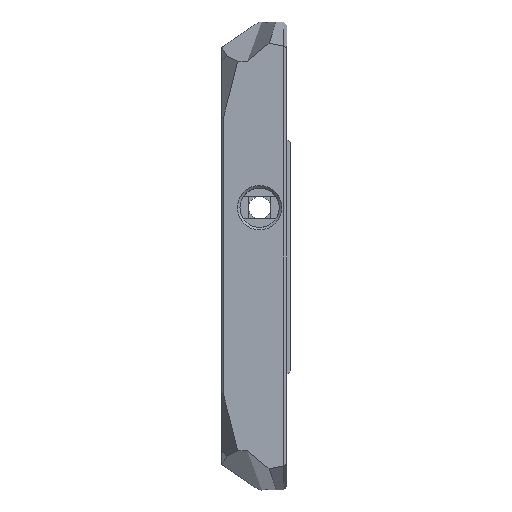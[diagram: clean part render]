
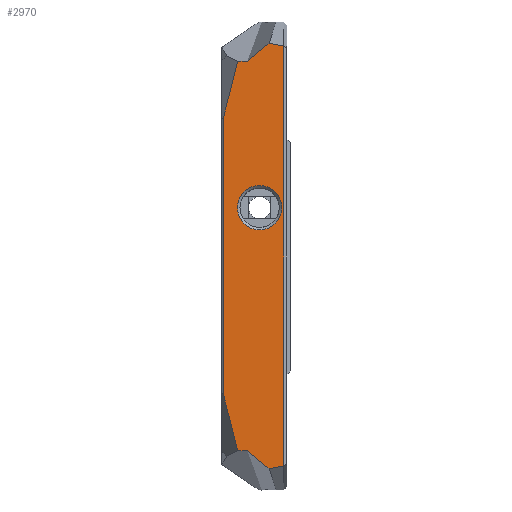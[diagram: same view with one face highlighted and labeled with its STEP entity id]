
A CAD part, front view. The second image highlights one B-rep face of the part: STEP entity #2970.
In plain terms, the highlighted planar face has unit normal (0, -1, 0).
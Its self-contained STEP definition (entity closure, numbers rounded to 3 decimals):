
#42=CIRCLE('',#3119,3.4);
#62=FACE_BOUND('',#344,.T.);
#176=FACE_OUTER_BOUND('',#343,.T.);
#343=EDGE_LOOP('',(#2492,#2493,#2494,#2495,#2496,#2497,#2498,#2499,#2500,
#2501));
#344=EDGE_LOOP('',(#2502));
#613=LINE('',#4434,#1007);
#617=LINE('',#4441,#1011);
#634=LINE('',#4474,#1028);
#716=LINE('',#4665,#1110);
#725=LINE('',#4685,#1119);
#728=LINE('',#4689,#1122);
#739=LINE('',#4719,#1133);
#740=LINE('',#4721,#1134);
#741=LINE('',#4723,#1135);
#742=LINE('',#4724,#1136);
#1007=VECTOR('',#3546,2.275);
#1011=VECTOR('',#3552,64.19);
#1028=VECTOR('',#3579,2.275);
#1110=VECTOR('',#3769,8.815);
#1119=VECTOR('',#3788,4.262);
#1122=VECTOR('',#3793,1.481);
#1133=VECTOR('',#3828,42.444);
#1134=VECTOR('',#3829,8.815);
#1135=VECTOR('',#3830,1.481);
#1136=VECTOR('',#3831,4.262);
#1358=VERTEX_POINT('',#4431);
#1359=VERTEX_POINT('',#4433);
#1361=VERTEX_POINT('',#4439);
#1372=VERTEX_POINT('',#4472);
#1413=VERTEX_POINT('',#4608);
#1426=VERTEX_POINT('',#4662);
#1427=VERTEX_POINT('',#4664);
#1433=VERTEX_POINT('',#4684);
#1440=VERTEX_POINT('',#4718);
#1441=VERTEX_POINT('',#4720);
#1442=VERTEX_POINT('',#4722);
#1675=EDGE_CURVE('',#1359,#1358,#613,.T.);
#1679=EDGE_CURVE('',#1358,#1361,#617,.T.);
#1696=EDGE_CURVE('',#1361,#1372,#634,.T.);
#1765=EDGE_CURVE('',#1413,#1413,#42,.T.);
#1792=EDGE_CURVE('',#1426,#1427,#716,.T.);
#1802=EDGE_CURVE('',#1372,#1433,#725,.T.);
#1805=EDGE_CURVE('',#1433,#1427,#728,.T.);
#1819=EDGE_CURVE('',#1426,#1440,#739,.T.);
#1820=EDGE_CURVE('',#1441,#1440,#740,.T.);
#1821=EDGE_CURVE('',#1442,#1441,#741,.T.);
#1822=EDGE_CURVE('',#1442,#1359,#742,.T.);
#2492=ORIENTED_EDGE('',*,*,#1792,.F.);
#2493=ORIENTED_EDGE('',*,*,#1819,.T.);
#2494=ORIENTED_EDGE('',*,*,#1820,.F.);
#2495=ORIENTED_EDGE('',*,*,#1821,.F.);
#2496=ORIENTED_EDGE('',*,*,#1822,.T.);
#2497=ORIENTED_EDGE('',*,*,#1675,.T.);
#2498=ORIENTED_EDGE('',*,*,#1679,.T.);
#2499=ORIENTED_EDGE('',*,*,#1696,.T.);
#2500=ORIENTED_EDGE('',*,*,#1802,.T.);
#2501=ORIENTED_EDGE('',*,*,#1805,.T.);
#2502=ORIENTED_EDGE('',*,*,#1765,.F.);
#2814=PLANE('',#3155);
#2970=ADVANCED_FACE('',(#176,#62),#2814,.T.);
#3119=AXIS2_PLACEMENT_3D('',#4610,#3709,#3710);
#3155=AXIS2_PLACEMENT_3D('',#4717,#3826,#3827);
#3546=DIRECTION('',(0.985,0.,0.172));
#3552=DIRECTION('',(0.,0.,1.));
#3579=DIRECTION('',(-0.985,0.,0.172));
#3709=DIRECTION('center_axis',(0.,-1.,0.));
#3710=DIRECTION('ref_axis',(0.,0.,-1.));
#3769=DIRECTION('',(0.245,0.,0.969));
#3788=DIRECTION('',(-0.773,0.,-0.634));
#3793=DIRECTION('',(-1.,0.,-0.012));
#3826=DIRECTION('center_axis',(0.,-1.,0.));
#3827=DIRECTION('ref_axis',(-1.,0.,0.));
#3828=DIRECTION('',(0.,0.,-1.));
#3829=DIRECTION('',(-0.245,0.,0.969));
#3830=DIRECTION('',(-1.,0.,0.012));
#3831=DIRECTION('',(0.773,0.,-0.634));
#4431=CARTESIAN_POINT('',(99.5,-128.95,51.108));
#4433=CARTESIAN_POINT('',(97.259,-128.95,50.716));
#4434=CARTESIAN_POINT('',(97.259,-128.95,50.716));
#4439=CARTESIAN_POINT('',(99.5,-128.95,115.298));
#4441=CARTESIAN_POINT('',(99.5,-128.95,51.108));
#4472=CARTESIAN_POINT('',(97.259,-128.95,115.69));
#4474=CARTESIAN_POINT('',(99.5,-128.95,115.298));
#4608=CARTESIAN_POINT('',(92.42,-128.95,90.585));
#4610=CARTESIAN_POINT('Origin',(95.82,-128.95,90.585));
#4662=CARTESIAN_POINT('',(90.32,-128.95,104.425));
#4664=CARTESIAN_POINT('',(92.484,-128.95,112.97));
#4665=CARTESIAN_POINT('',(90.32,-128.95,104.425));
#4684=CARTESIAN_POINT('',(93.965,-128.95,112.987));
#4685=CARTESIAN_POINT('',(97.259,-128.95,115.69));
#4689=CARTESIAN_POINT('',(93.965,-128.95,112.987));
#4717=CARTESIAN_POINT('Origin',(108.75,-128.95,120.466));
#4718=CARTESIAN_POINT('',(90.32,-128.95,61.981));
#4719=CARTESIAN_POINT('',(90.32,-128.95,104.425));
#4720=CARTESIAN_POINT('',(92.484,-128.95,53.436));
#4721=CARTESIAN_POINT('',(92.484,-128.95,53.436));
#4722=CARTESIAN_POINT('',(93.965,-128.95,53.419));
#4723=CARTESIAN_POINT('',(93.965,-128.95,53.419));
#4724=CARTESIAN_POINT('',(93.965,-128.95,53.419));
